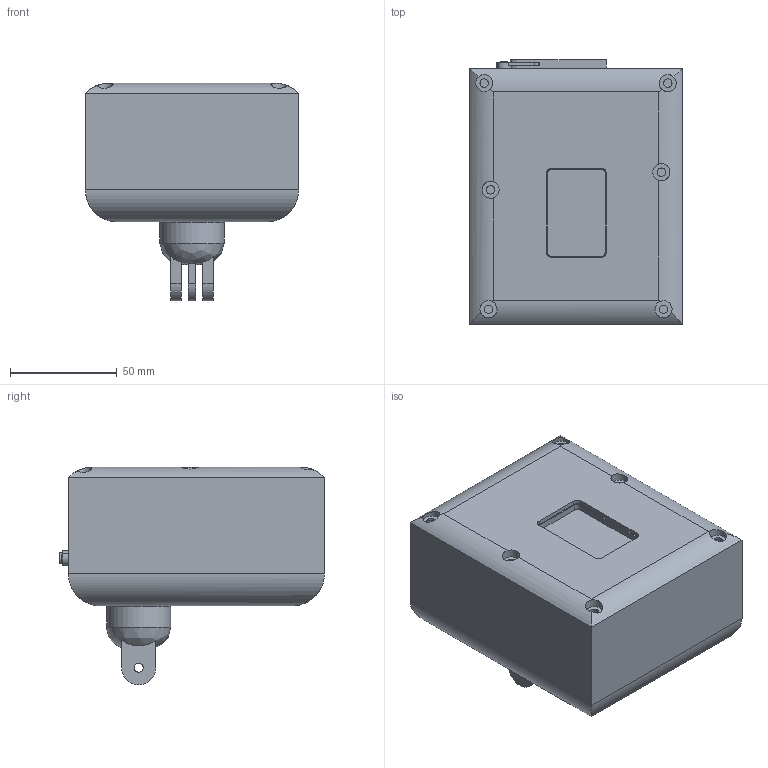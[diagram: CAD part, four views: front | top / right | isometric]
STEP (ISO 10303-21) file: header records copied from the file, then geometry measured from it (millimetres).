
FILE_DESCRIPTION(/* description */ (''),/* implementation_level */ '2;1');
FILE_NAME(/* name */ 'ZLOZENIE.stp',/* time_stamp */ '2024-06-19T21:41:08+02:00',/* author */ (''),/* organization */ (''),/* preprocessor_version */ 'ST-DEVELOPER v18.102',/* originating_system */ 'SIEMENS PLM Software NX2206.1700',/* authorisation */ '');
FILE_SCHEMA (('AUTOMOTIVE_DESIGN { 1 0 10303 214 3 1 1 1 }'));
Length unit declared in the file: millimetre
Products named in the file (20): model2; AAA szybka; AAA uszczelka mala; czujnik_YL-83; AAA USZCZELKA DUZA; AAA pióro; AAA wycieraczka; AAA Uchwyt; AAA SMIGLO; AAA pokrywka; AAA nadproze; model1; AAA SG90_sldprt; płytka; AAA hero5_stp; pokrywka; uzwojenie; radiator; AAA OBUDOWA; AAA ZLOZENIE
Assembly tree (21 placements, depth 3):
  AAA ZLOZENIE
    radiator
    uzwojenie  x2
    pokrywka  x2
    AAA OBUDOWA
      model2
    AAA hero5_stp
    płytka
    AAA SG90_sldprt
    model1
    AAA nadproze
    AAA pokrywka
    AAA SMIGLO
    AAA Uchwyt
    AAA wycieraczka
    AAA pióro
    AAA USZCZELKA DUZA
    czujnik_YL-83
    AAA uszczelka mala
    AAA szybka
Bounding box: 100 x 124.05 x 102 mm (x, y, z)
Volume: 377749 mm3; surface area: 163084.5 mm2
Topology: 31 solids, 31 shells, 639 faces, 1553 edges, 1011 vertices
Faces by surface type: plane 385, cylinder 198, cone 15, sphere 15, bspline 9, torus 7, extrusion 6, revolution 4
Full cylindrical faces by diameter (mm): 1.2 x12, 1.75 x1, 2.8 x2, 3 x9, 3.2 x2, 3.3 x2, 3.5 x4, 4 x13, 4.067 x1, 4.2 x1, 4.85 x1, 5 x1, 5.2 x2, 5.7 x4, 6 x6, 7 x2, 8 x6, 20 x2, 21 x2, 30 x1
Entity records: 22200 total; most frequent: CARTESIAN_POINT 7397, ORIENTED_EDGE 2776, DIRECTION 2540, EDGE_CURVE 1388, VERTEX_POINT 942, AXIS2_PLACEMENT_3D 912, EDGE_LOOP 823, VECTOR 712
